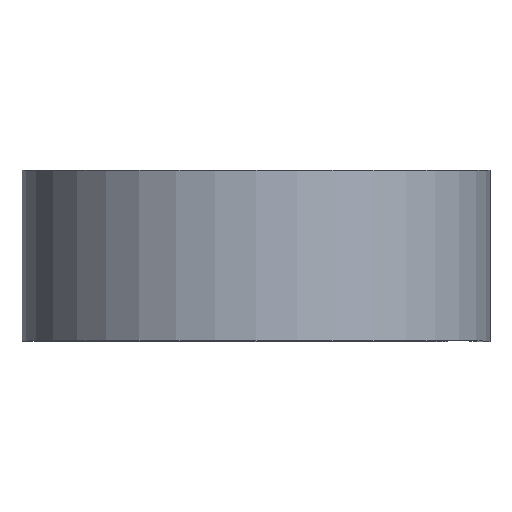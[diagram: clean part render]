
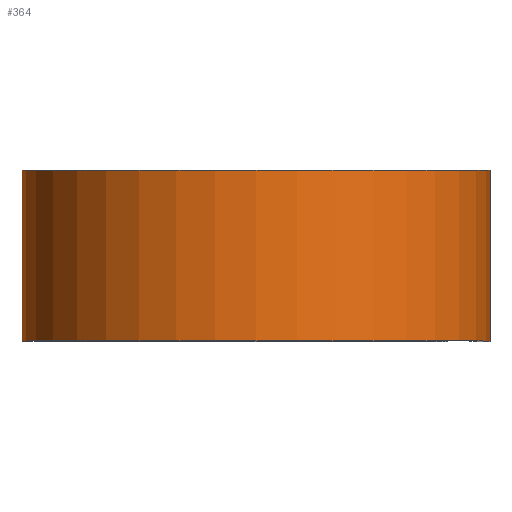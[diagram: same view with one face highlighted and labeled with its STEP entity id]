
A CAD part, top view. The second image highlights one B-rep face of the part: STEP entity #364.
In plain terms, the highlighted cylindrical face has radius 26.124 mm (diameter 52.248 mm), a partial arc.
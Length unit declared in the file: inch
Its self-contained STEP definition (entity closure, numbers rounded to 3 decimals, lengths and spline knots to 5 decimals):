
#13 = CARTESIAN_POINT ( 'NONE',  ( 0., 0.375, 0. ) ) ;
#38 = EDGE_CURVE ( 'NONE', #345, #346, #263, .T. ) ;
#39 = CARTESIAN_POINT ( 'NONE',  ( 1.0285, 0.375, 0. ) ) ;
#72 = AXIS2_PLACEMENT_3D ( 'NONE', #192, #190, #188 ) ;
#76 = DIRECTION ( 'NONE',  ( 0., 1., 0. ) ) ;
#78 = DIRECTION ( 'NONE',  ( 1., 0., 0. ) ) ;
#80 = ORIENTED_EDGE ( 'NONE', *, *, #38, .T. ) ;
#101 = DIRECTION ( 'NONE',  ( 0., -1., 0. ) ) ;
#102 = DIRECTION ( 'NONE',  ( 0., 0., -1. ) ) ;
#108 = CARTESIAN_POINT ( 'NONE',  ( 0., 0.375, 0. ) ) ;
#114 = CARTESIAN_POINT ( 'NONE',  ( 0., -0.375, -1.0285 ) ) ;
#134 = CARTESIAN_POINT ( 'NONE',  ( 0., 0.375, -1.0285 ) ) ;
#162 = EDGE_CURVE ( 'NONE', #375, #473, #593, .T. ) ;
#177 = EDGE_CURVE ( 'NONE', #375, #345, #592, .T. ) ;
#188 = DIRECTION ( 'NONE',  ( 1., 0., 0. ) ) ;
#190 = DIRECTION ( 'NONE',  ( 0., 1., 0. ) ) ;
#192 = CARTESIAN_POINT ( 'NONE',  ( 0., -0.375, 0. ) ) ;
#225 = AXIS2_PLACEMENT_3D ( 'NONE', #108, #76, #78 ) ;
#230 = AXIS2_PLACEMENT_3D ( 'NONE', #13, #101, #102 ) ;
#249 = DIRECTION ( 'NONE',  ( 0., -1., 0. ) ) ;
#263 = CIRCLE ( 'NONE', #72, 1.0285 ) ;
#286 = EDGE_CURVE ( 'NONE', #473, #346, #516, .T. ) ;
#322 = CARTESIAN_POINT ( 'NONE',  ( 1.0285, -0.375, 0. ) ) ;
#345 = VERTEX_POINT ( 'NONE', #114 ) ;
#346 = VERTEX_POINT ( 'NONE', #322 ) ;
#348 = ORIENTED_EDGE ( 'NONE', *, *, #286, .F. ) ;
#364 = ADVANCED_FACE ( 'NONE', ( #490 ), #488, .T. ) ;
#375 = VERTEX_POINT ( 'NONE', #134 ) ;
#390 = EDGE_LOOP ( 'NONE', ( #80, #348, #449, #558 ) ) ;
#449 = ORIENTED_EDGE ( 'NONE', *, *, #162, .F. ) ;
#473 = VERTEX_POINT ( 'NONE', #524 ) ;
#488 = CYLINDRICAL_SURFACE ( 'NONE', #230, 1.0285 ) ;
#490 = FACE_OUTER_BOUND ( 'NONE', #390, .T. ) ;
#510 = VECTOR ( 'NONE', #249, 39.37008 ) ;
#516 = LINE ( 'NONE', #39, #510 ) ;
#524 = CARTESIAN_POINT ( 'NONE',  ( 1.0285, 0.375, 0. ) ) ;
#558 = ORIENTED_EDGE ( 'NONE', *, *, #177, .T. ) ;
#586 = VECTOR ( 'NONE', #617, 39.37008 ) ;
#592 = LINE ( 'NONE', #608, #586 ) ;
#593 = CIRCLE ( 'NONE', #225, 1.0285 ) ;
#608 = CARTESIAN_POINT ( 'NONE',  ( 0., 0.375, -1.0285 ) ) ;
#617 = DIRECTION ( 'NONE',  ( 0., -1., 0. ) ) ;
